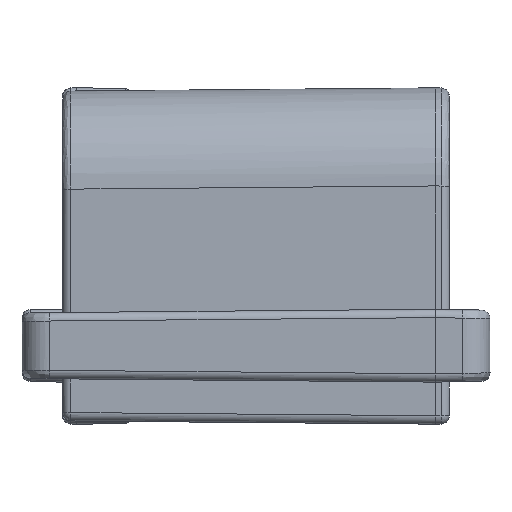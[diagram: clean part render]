
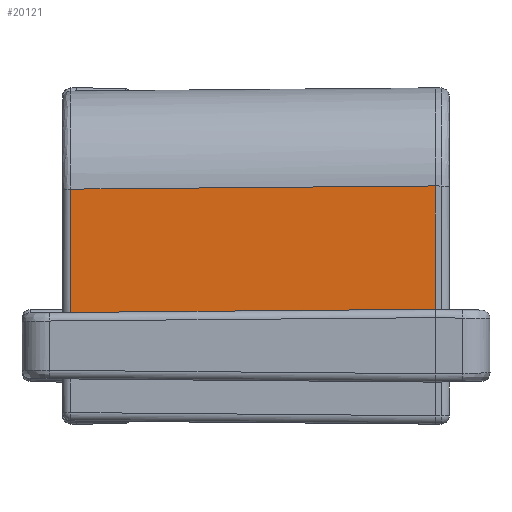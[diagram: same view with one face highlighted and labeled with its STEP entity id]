
A CAD part, left-side view. The second image highlights one B-rep face of the part: STEP entity #20121.
In plain terms, the highlighted planar face has unit normal (-1, 0.009, 0).
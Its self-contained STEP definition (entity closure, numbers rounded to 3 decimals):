
#863=DIRECTION('',(0.009,1.,-0.009));
#864=VECTOR('',#863,13.004);
#865=CARTESIAN_POINT('',(-14.,-6.4,-4.2));
#866=LINE('',#865,#864);
#5418=DIRECTION('',(0.,0.,1.));
#5419=VECTOR('',#5418,4.4);
#5420=CARTESIAN_POINT('',(-13.887,6.603,
-4.313));
#5421=LINE('',#5420,#5419);
#5422=DIRECTION('',(-0.009,-1.,0.009));
#5423=VECTOR('',#5422,13.004);
#5424=CARTESIAN_POINT('',(-13.887,6.603,
0.087));
#5425=LINE('',#5424,#5423);
#5426=DIRECTION('',(0.,0.,1.));
#5427=VECTOR('',#5426,4.4);
#5428=CARTESIAN_POINT('',(-14.,-6.4,-4.2));
#5429=LINE('',#5428,#5427);
#10521=CARTESIAN_POINT('',(-14.,-6.4,-4.2));
#10522=CARTESIAN_POINT('',(-14.,-6.4,0.2));
#10523=VERTEX_POINT('',#10521);
#10524=VERTEX_POINT('',#10522);
#10620=CARTESIAN_POINT('',(-13.887,6.603,
-4.313));
#10621=CARTESIAN_POINT('',(-13.887,6.603,
0.087));
#10622=VERTEX_POINT('',#10620);
#10623=VERTEX_POINT('',#10621);
#20109=CARTESIAN_POINT('',(-14.,-6.4,-8.3));
#20110=DIRECTION('',(-1.,0.009,0.));
#20111=DIRECTION('',(0.,0.,1.));
#20112=AXIS2_PLACEMENT_3D('',#20109,#20110,#20111);
#20113=PLANE('',#20112);
#20114=ORIENTED_EDGE('',*,*,#13041,.T.);
#20116=ORIENTED_EDGE('',*,*,#20115,.T.);
#20117=ORIENTED_EDGE('',*,*,#20052,.F.);
#20118=ORIENTED_EDGE('',*,*,#12932,.T.);
#20119=EDGE_LOOP('',(#20114,#20116,#20117,#20118));
#20120=FACE_OUTER_BOUND('',#20119,.F.);
#12932=EDGE_CURVE('',#10523,#10622,#866,.T.);
#13041=EDGE_CURVE('',#10622,#10623,#5421,.T.);
#20052=EDGE_CURVE('',#10523,#10524,#5429,.T.);
#20115=EDGE_CURVE('',#10623,#10524,#5425,.T.);
#20121=ADVANCED_FACE('',(#20120),#20113,.T.);
